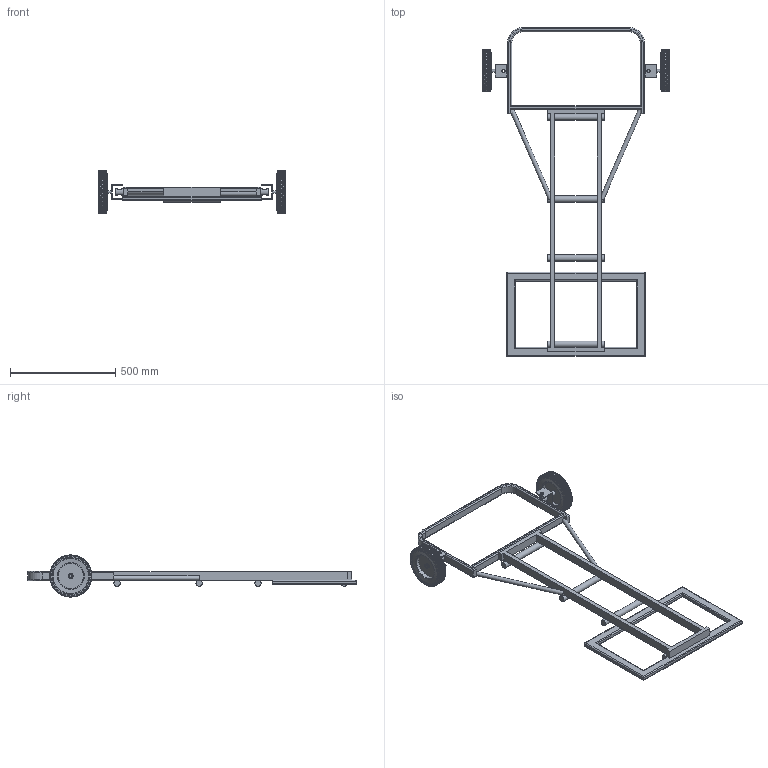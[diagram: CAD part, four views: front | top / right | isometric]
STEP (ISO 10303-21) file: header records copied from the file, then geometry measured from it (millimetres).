
FILE_DESCRIPTION(/* description */ (''),/* implementation_level */ '2;1');
FILE_NAME(/* name */ 'Go-Kart v5 step.step',/* time_stamp */ '2026-02-07T11:24:05+01:00',/* author */ (''),/* organization */ (''),/* preprocessor_version */ 'ST-DEVELOPER v20.1',/* originating_system */ 'Autodesk Translation Framework v14.24.0.0',/* authorisation */ '');
FILE_SCHEMA (('AUTOMOTIVE_DESIGN { 1 0 10303 214 3 1 1 }'));
Products named in the file (12): Go-Kart; main; Back; Component4; Component5; Component6; Wheel; Component8; Component10; Wheel_1; Rim; Tire
Assembly tree (13 placements, depth 3):
  Go-Kart
    main
    Back
    Component4
    Component5
    Component6
    Wheel
      Rim
      Tire
    Component8
    Component10
    Wheel_1
      Rim
      Tire
Bounding box: 893.84 x 1562.49 x 200 mm (x, y, z)
Volume: 8608205.3 mm3; surface area: 1307288.5 mm2
Topology: 15 solids, 15 shells, 4593 faces, 13369 edges, 8818 vertices
Faces by surface type: plane 2182, cylinder 1003, bspline 928, torus 240, cone 240
Full cylindrical faces by diameter (mm): 13 x4, 15 x3, 20 x4, 23 x4, 30 x6, 119 x4, 128 x4, 200 x2
Entity records: 96907 total; most frequent: CARTESIAN_POINT 36877, ORIENTED_EDGE 13682, DIRECTION 11615, EDGE_CURVE 6841, VERTEX_POINT 4506, AXIS2_PLACEMENT_3D 4476, LINE 2663, VECTOR 2663
